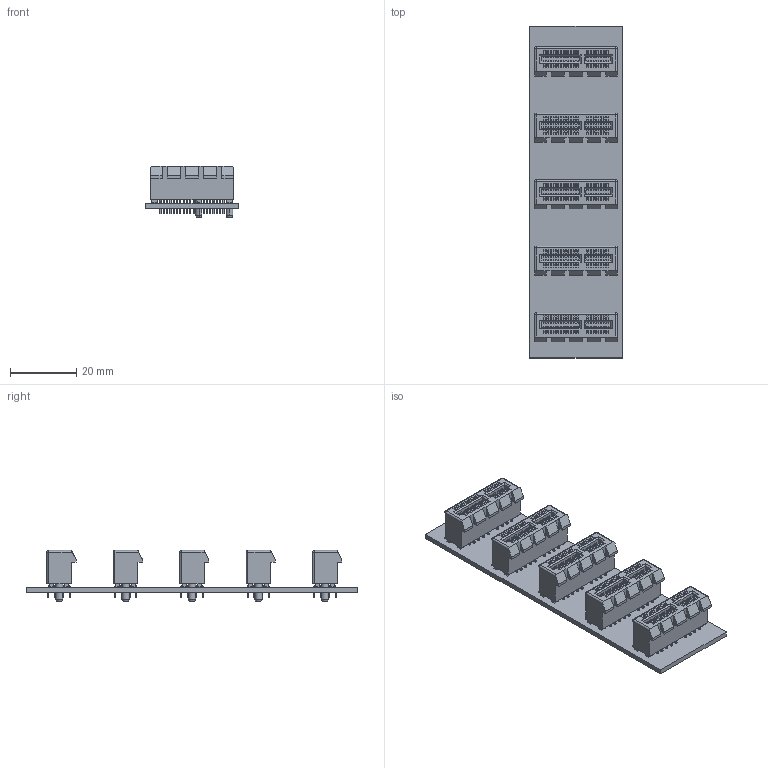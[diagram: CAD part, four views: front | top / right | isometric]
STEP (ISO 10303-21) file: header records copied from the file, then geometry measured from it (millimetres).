
FILE_DESCRIPTION(('KiCad electronic assembly'),'2;1');
FILE_NAME('board.step','2025-11-21T07:28:27',('Pcbnew'),('Kicad'), 'Open CASCADE STEP processor 7.6','KiCad to STEP converter','Unknown' );
FILE_SCHEMA(('AUTOMOTIVE_DESIGN { 1 0 10303 214 1 1 1 1 }'));
Length unit declared in the file: millimetre
Products named in the file (3): board 1; 10018784-10210TLF; backplate_PCB
Assembly tree (6 placements, depth 2):
  board 1
    10018784-10210TLF  x5
    backplate_PCB
Bounding box: 28 x 100 x 15.4 mm (x, y, z)
Volume: 11162.1 mm3; surface area: 23930.3 mm2
Topology: 186 solids, 186 shells, 7536 faces, 22312 edges, 14828 vertices
Faces by surface type: plane 5296, cylinder 2210, cone 20, bspline 10
Full cylindrical faces by diameter (mm): 0.7 x170, 2.35 x10
Entity records: 56358 total; most frequent: CARTESIAN_POINT 9876, ORIENTED_EDGE 9808, DIRECTION 9403, EDGE_CURVE 4904, LINE 3721, VECTOR 3721, VERTEX_POINT 3260, AXIS2_PLACEMENT_3D 2841
